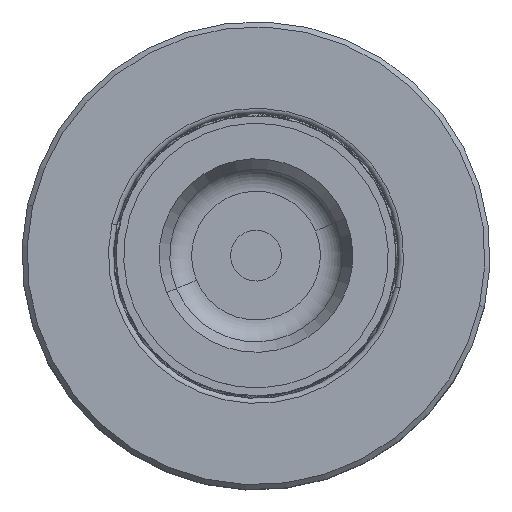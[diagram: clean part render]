
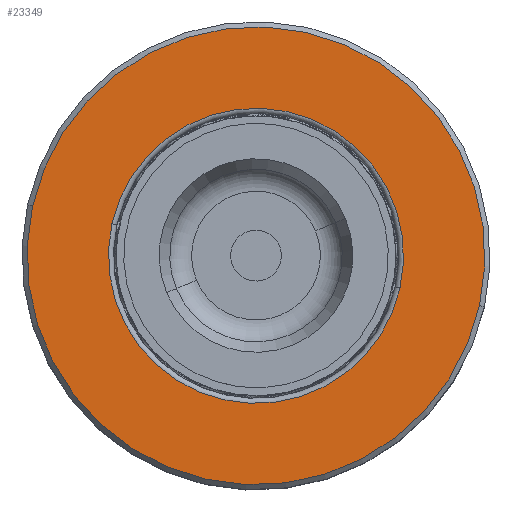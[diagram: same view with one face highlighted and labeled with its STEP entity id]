
A CAD part, top view. The second image highlights one B-rep face of the part: STEP entity #23349.
In plain terms, the highlighted face is planar.
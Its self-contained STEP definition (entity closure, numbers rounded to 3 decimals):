
#364 = CIRCLE ( 'NONE', #27049, 22.5 ) ;
#2030 = DIRECTION ( 'NONE',  ( 0., 1., 0. ) ) ;
#2490 = EDGE_CURVE ( 'NONE', #17743, #8391, #7679, .T. ) ;
#5625 = ORIENTED_EDGE ( 'NONE', *, *, #2490, .F. ) ;
#5925 = ORIENTED_EDGE ( 'NONE', *, *, #40357, .T. ) ;
#7077 = DIRECTION ( 'NONE',  ( 0., 0., -1. ) ) ;
#7679 = CIRCLE ( 'NONE', #29475, 22.5 ) ;
#7763 = CARTESIAN_POINT ( 'NONE',  ( 0., 10.687, 0. ) ) ;
#8066 = CARTESIAN_POINT ( 'NONE',  ( 0., 10.687, 14.5 ) ) ;
#8097 = CARTESIAN_POINT ( 'NONE',  ( 0., 10.687, -14.5 ) ) ;
#8391 = VERTEX_POINT ( 'NONE', #31236 ) ;
#9870 = VERTEX_POINT ( 'NONE', #8097 ) ;
#10967 = DIRECTION ( 'NONE',  ( 0., 0., -1. ) ) ;
#10982 = ORIENTED_EDGE ( 'NONE', *, *, #34854, .F. ) ;
#11096 = DIRECTION ( 'NONE',  ( 0., 0., -1. ) ) ;
#11324 = DIRECTION ( 'NONE',  ( 0., 0., 1. ) ) ;
#13335 = AXIS2_PLACEMENT_3D ( 'NONE', #7763, #30077, #11096 ) ;
#13924 = CIRCLE ( 'NONE', #33133, 14.5 ) ;
#14676 = CARTESIAN_POINT ( 'NONE',  ( 22.5, 10.687, 0. ) ) ;
#15172 = CARTESIAN_POINT ( 'NONE',  ( 0., 10.687, 0. ) ) ;
#16468 = FACE_OUTER_BOUND ( 'NONE', #16924, .T. ) ;
#16530 = CARTESIAN_POINT ( 'NONE',  ( 0., 10.687, 0. ) ) ;
#16924 = EDGE_LOOP ( 'NONE', ( #10982, #5625 ) ) ;
#17743 = VERTEX_POINT ( 'NONE', #20961 ) ;
#20961 = CARTESIAN_POINT ( 'NONE',  ( 0., 10.687, 22.5 ) ) ;
#23349 = ADVANCED_FACE ( 'NONE', ( #33342, #16468 ), #36664, .T. ) ;
#24591 = DIRECTION ( 'NONE',  ( 0., -1., 0. ) ) ;
#26503 = DIRECTION ( 'NONE',  ( 0., -1., 0. ) ) ;
#27049 = AXIS2_PLACEMENT_3D ( 'NONE', #39218, #26503, #10967 ) ;
#27493 = DIRECTION ( 'NONE',  ( 0., 0., -1. ) ) ;
#27651 = VERTEX_POINT ( 'NONE', #8066 ) ;
#29475 = AXIS2_PLACEMENT_3D ( 'NONE', #15172, #24591, #27493 ) ;
#30077 = DIRECTION ( 'NONE',  ( 0., -1., 0. ) ) ;
#31035 = CIRCLE ( 'NONE', #13335, 14.5 ) ;
#31236 = CARTESIAN_POINT ( 'NONE',  ( 0., 10.687, -22.5 ) ) ;
#31361 = EDGE_CURVE ( 'NONE', #27651, #9870, #13924, .T. ) ;
#32906 = EDGE_LOOP ( 'NONE', ( #5925, #38629 ) ) ;
#33133 = AXIS2_PLACEMENT_3D ( 'NONE', #16530, #38512, #7077 ) ;
#33342 = FACE_BOUND ( 'NONE', #32906, .T. ) ;
#33387 = AXIS2_PLACEMENT_3D ( 'NONE', #14676, #2030, #11324 ) ;
#34854 = EDGE_CURVE ( 'NONE', #8391, #17743, #364, .T. ) ;
#36664 = PLANE ( 'NONE',  #33387 ) ;
#38512 = DIRECTION ( 'NONE',  ( 0., -1., 0. ) ) ;
#38629 = ORIENTED_EDGE ( 'NONE', *, *, #31361, .T. ) ;
#39218 = CARTESIAN_POINT ( 'NONE',  ( 0., 10.687, 0. ) ) ;
#40357 = EDGE_CURVE ( 'NONE', #9870, #27651, #31035, .T. ) ;
